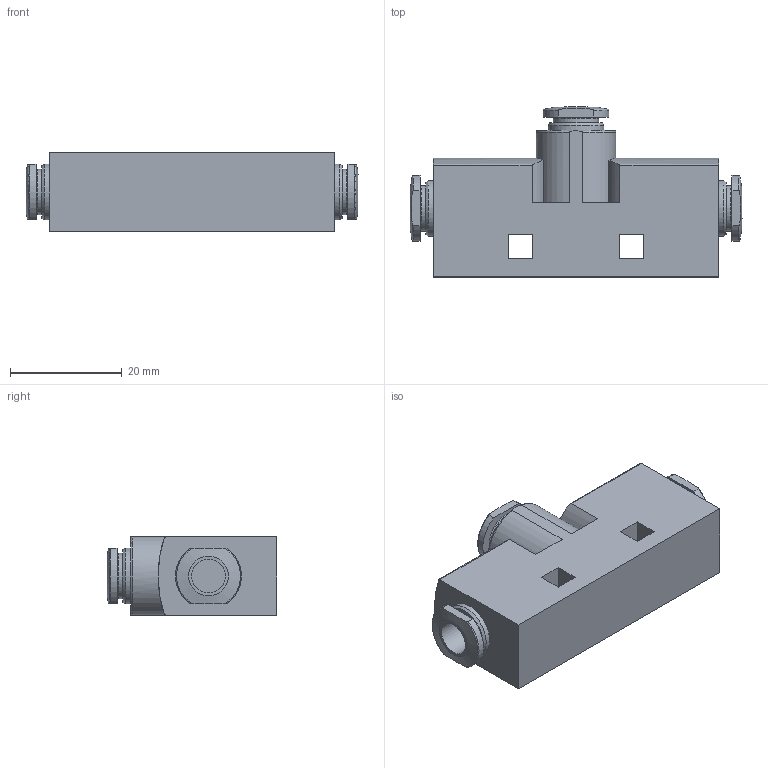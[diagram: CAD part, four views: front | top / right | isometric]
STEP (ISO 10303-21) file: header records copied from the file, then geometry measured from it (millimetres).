
FILE_DESCRIPTION(/* description */ ('STEP AP214'),/* implementation_level */ '2;1');
FILE_NAME(/* name */ '193536_VN-05-M-T3-PQ2-VQ2-RQ2',/* time_stamp */ '2024-09-16T23:38:13+02:00',/* author */ ('License CC BY-ND 4.0'),/* organization */ ('CADENAS'),/* preprocessor_version */ 'ST-DEVELOPER v19.3',/* originating_system */ 'PARTsolutions',/* authorisation */ ' ');
FILE_SCHEMA (('AUTOMOTIVE_DESIGN {1 0 10303 214 3 1 1}'));
Length unit declared in the file: millimetre
Products named in the file (1): 193536 VN-05-M-T3-PQ2-VQ2-RQ2
Bounding box: 59.4 x 30.4 x 14 mm (x, y, z)
Volume: 15513.7 mm3; surface area: 5755.2 mm2
Topology: 1 solids, 1 shells, 79 faces, 192 edges, 127 vertices
Faces by surface type: plane 36, cylinder 27, torus 10, cone 6
Full cylindrical faces by diameter (mm): 6 x3, 8.1 x3, 10 x3
Entity records: 2814 total; most frequent: CARTESIAN_POINT 488, DIRECTION 358, ORIENTED_EDGE 332, EDGE_CURVE 166, AXIS2_PLACEMENT_3D 142, VERTEX_POINT 120, EDGE_LOOP 114, FACE_BOUND 114
